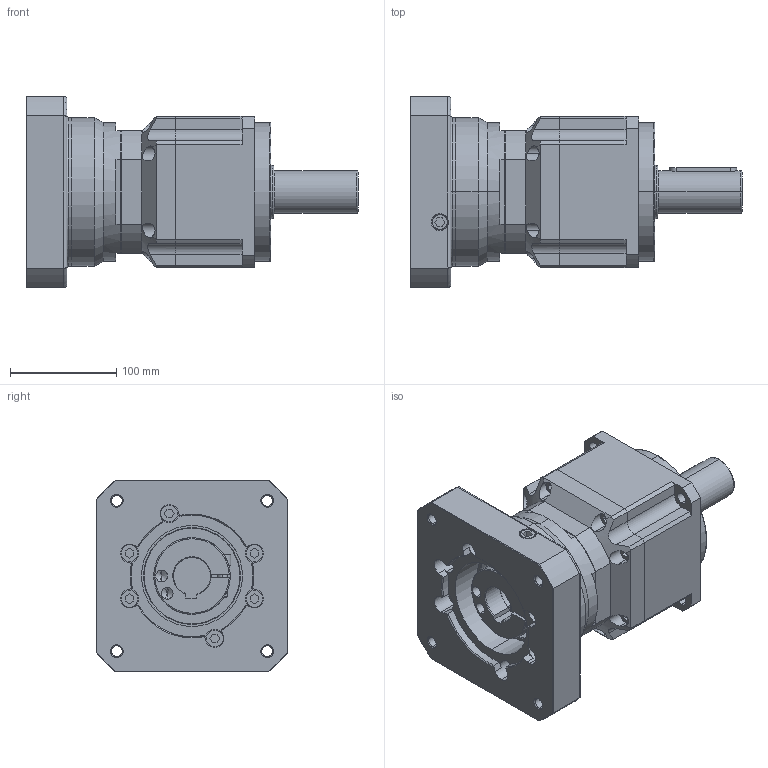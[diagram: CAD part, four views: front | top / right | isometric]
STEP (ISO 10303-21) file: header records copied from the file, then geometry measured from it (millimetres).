
FILE_DESCRIPTION (( 'STEP AP203' ), '1' );
FILE_NAME ('PGH142-L2-35-114.3-200-M12-A40(入力带键槽).STEP', '2024-04-09T06:36:20', ( '' ), ( '' ), 'SwSTEP 2.0', 'SolidWorks 2018', '' );
FILE_SCHEMA (( 'CONFIG_CONTROL_DESIGN' ));
Length unit declared in the file: millimetre
Products named in the file (1): PGH142-L2-35-114.3-200-M12-A40(入力带键槽)
Bounding box: 312 x 180 x 180 mm (x, y, z)
Volume: 3981356 mm3; surface area: 409852.7 mm2
Topology: 24 solids, 24 shells, 690 faces, 1662 edges, 1025 vertices
Faces by surface type: plane 321, cylinder 204, cone 107, torus 55, bspline 3
Entity records: 22539 total; most frequent: CARTESIAN_POINT 6376, DIRECTION 3481, ORIENTED_EDGE 3256, EDGE_CURVE 1628, AXIS2_PLACEMENT_3D 1314, VERTEX_POINT 1025, LINE 853, VECTOR 853
